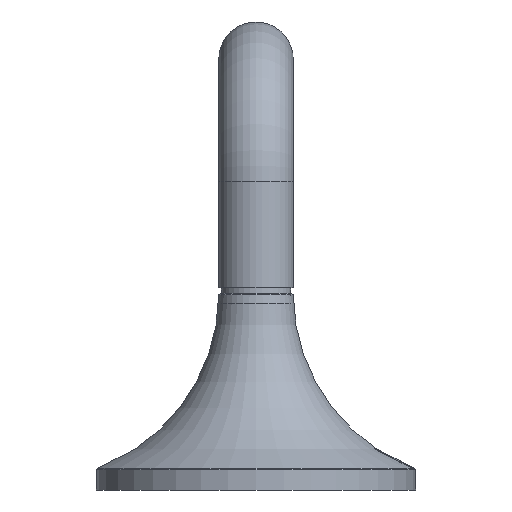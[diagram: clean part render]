
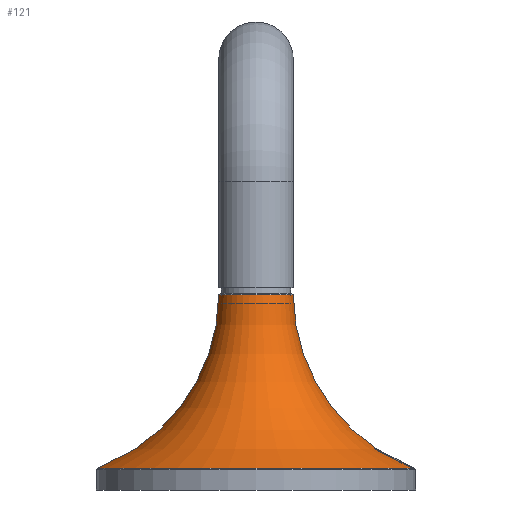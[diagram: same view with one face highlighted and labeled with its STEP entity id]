
A CAD part, left-side view. The second image highlights one B-rep face of the part: STEP entity #121.
In plain terms, the highlighted toroidal (fillet/blend) face has major radius 42.174 mm and minor radius 35.174 mm.
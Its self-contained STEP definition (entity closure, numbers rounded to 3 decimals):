
#23 = CIRCLE ( 'NONE', #242, 29.805 ) ;
#28 = VERTEX_POINT ( 'NONE', #77 ) ;
#48 = CARTESIAN_POINT ( 'NONE',  ( 0., 37., 0. ) ) ;
#59 = FACE_OUTER_BOUND ( 'NONE', #546, .T. ) ;
#77 = CARTESIAN_POINT ( 'NONE',  ( 0., 4.072, 29.805 ) ) ;
#92 = EDGE_CURVE ( 'NONE', #28, #28, #23, .T. ) ;
#101 = DIRECTION ( 'NONE',  ( 0., 0., 1. ) ) ;
#121 = ADVANCED_FACE ( 'NONE', ( #59, #285 ), #433, .F. ) ;
#192 = EDGE_CURVE ( 'NONE', #379, #379, #382, .T. ) ;
#205 = DIRECTION ( 'NONE',  ( 0., 1., 0. ) ) ;
#207 = DIRECTION ( 'NONE',  ( 0., -1., 0. ) ) ;
#242 = AXIS2_PLACEMENT_3D ( 'NONE', #502, #205, #554 ) ;
#285 = FACE_OUTER_BOUND ( 'NONE', #578, .T. ) ;
#342 = AXIS2_PLACEMENT_3D ( 'NONE', #48, #403, #101 ) ;
#379 = VERTEX_POINT ( 'NONE', #536 ) ;
#382 = CIRCLE ( 'NONE', #509, 7.001 ) ;
#403 = DIRECTION ( 'NONE',  ( 0., 1., 0. ) ) ;
#433 = TOROIDAL_SURFACE ( 'NONE', #342, 42.174, 35.174 ) ;
#488 = ORIENTED_EDGE ( 'NONE', *, *, #192, .T. ) ;
#502 = CARTESIAN_POINT ( 'NONE',  ( 0., 4.072, 0. ) ) ;
#506 = CARTESIAN_POINT ( 'NONE',  ( 0., 36.703, 0. ) ) ;
#509 = AXIS2_PLACEMENT_3D ( 'NONE', #506, #207, #557 ) ;
#536 = CARTESIAN_POINT ( 'NONE',  ( 0., 36.703, 7.001 ) ) ;
#546 = EDGE_LOOP ( 'NONE', ( #488 ) ) ;
#554 = DIRECTION ( 'NONE',  ( 0., 0., 1. ) ) ;
#557 = DIRECTION ( 'NONE',  ( 0., 0., 1. ) ) ;
#578 = EDGE_LOOP ( 'NONE', ( #665 ) ) ;
#665 = ORIENTED_EDGE ( 'NONE', *, *, #92, .T. ) ;
